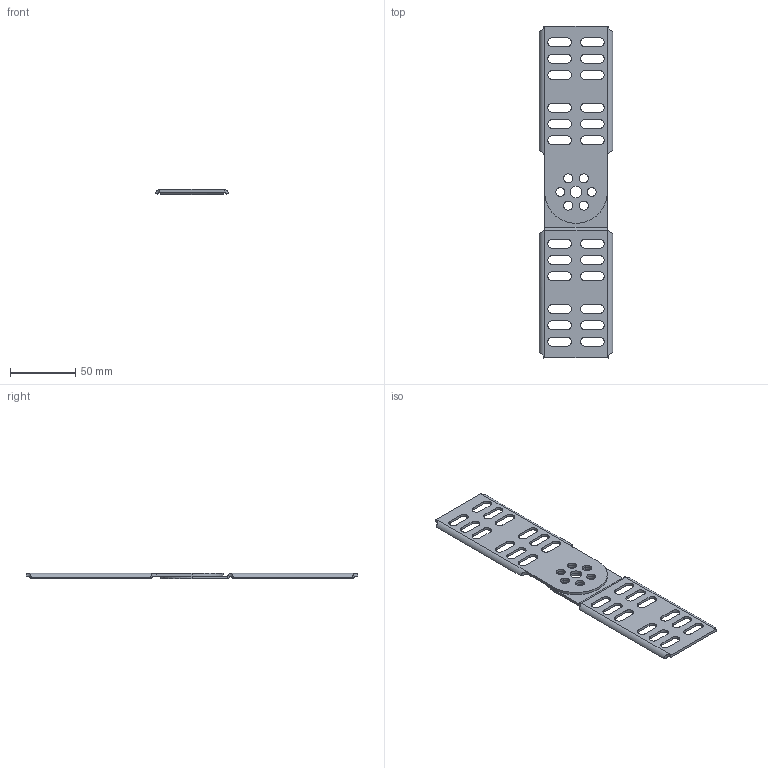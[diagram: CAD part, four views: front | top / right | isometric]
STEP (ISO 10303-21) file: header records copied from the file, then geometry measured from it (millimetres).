
FILE_DESCRIPTION((''),'2;1');
FILE_NAME('7082010_ASM','2012-08-10T',('AndreasKeweloh'),(''),'PRO/ENGINEER BY PARAMETRIC TECHNOLOGY CORPORATION, 2012130','PRO/ENGINEER BY PARAMETRIC TECHNOLOGY CORPORATION, 2012130','');
FILE_SCHEMA(('CONFIG_CONTROL_DESIGN'));
Length unit declared in the file: millimetre
Products named in the file (3): 7082010_TEIL_GLAT; 7082010_TEIL_GEKR; 7082010_ASM
Assembly tree (2 placements, depth 2):
  7082010_ASM
    7082010_TEIL_GLAT
    7082010_TEIL_GEKR
Bounding box: 56 x 254 x 4 mm (x, y, z)
Volume: 24532.1 mm3; surface area: 28846.3 mm2
Topology: 2 solids, 2 shells, 163 faces, 481 edges, 322 vertices
Faces by surface type: cylinder 97, plane 66
Entity records: 5877 total; most frequent: CARTESIAN_POINT 1181, ORIENTED_EDGE 962, DIRECTION 955, EDGE_CURVE 481, AXIS2_PLACEMENT_3D 344, VERTEX_POINT 322, VECTOR 267, LINE 267
